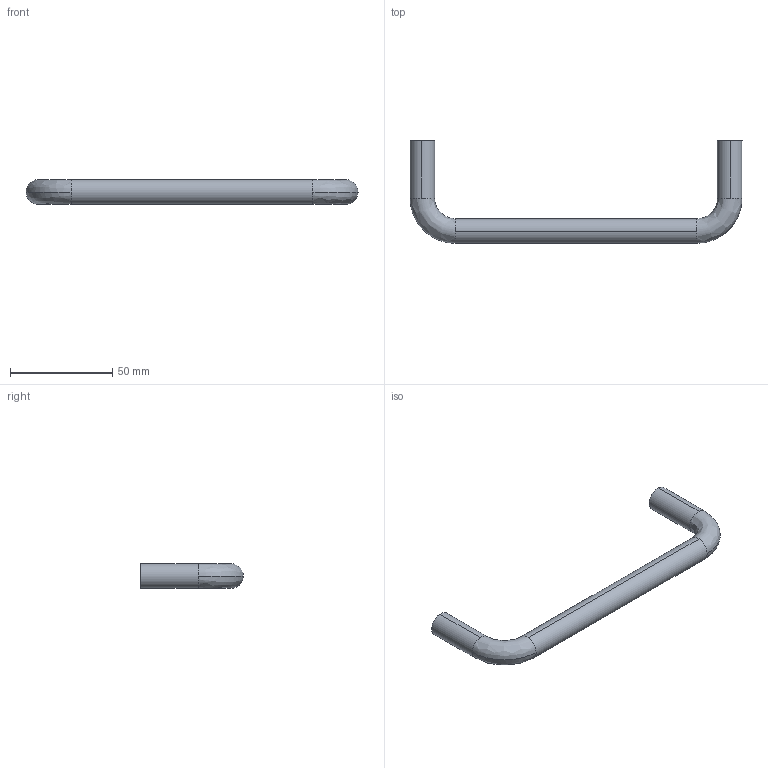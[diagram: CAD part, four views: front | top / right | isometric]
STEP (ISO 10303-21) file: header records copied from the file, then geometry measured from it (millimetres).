
FILE_DESCRIPTION((''),'2;1');
FILE_NAME('','2011-05-27T14:34:39',(''),(''),'','CADfix','');
FILE_SCHEMA(('AUTOMOTIVE_DESIGN { 1 0 10303 214 1 1 1 1 }'));
Length unit declared in the file: millimetre
Bounding box: 162 x 50 x 12 mm (x, y, z)
Volume: 24397.1 mm3; surface area: 9193.4 mm2
Topology: 1 solids, 1 shells, 18 faces, 54 edges, 40 vertices
Faces by surface type: bspline 18
Entity records: 724 total; most frequent: CARTESIAN_POINT 432, ORIENTED_EDGE 108, EDGE_CURVE 54, VERTEX_POINT 40, EDGE_LOOP 20, FACE_OUTER_BOUND 18, ADVANCED_FACE 18, QUASI_UNIFORM_CURVE 10
